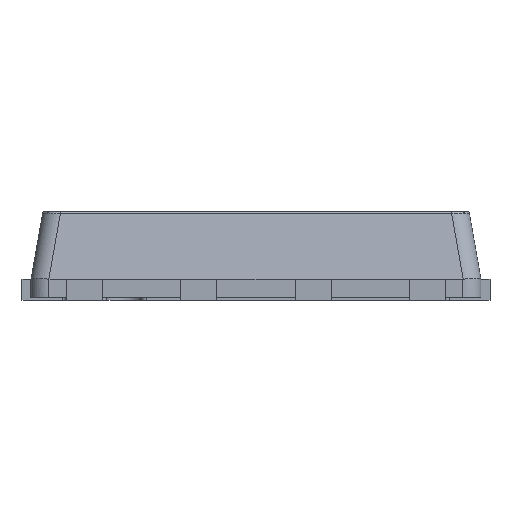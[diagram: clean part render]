
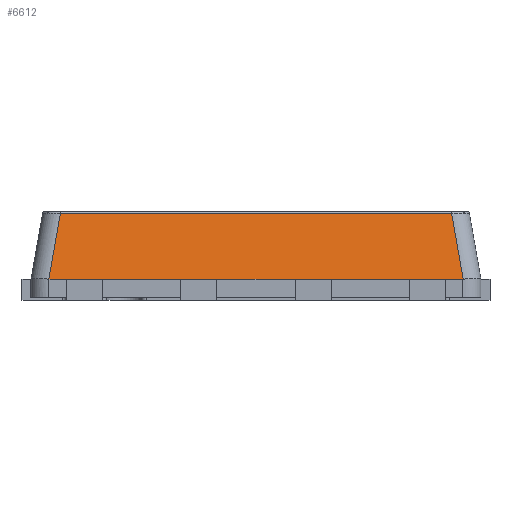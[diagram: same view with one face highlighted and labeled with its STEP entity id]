
A CAD part, front view. The second image highlights one B-rep face of the part: STEP entity #6612.
In plain terms, the highlighted planar face has unit normal (0, -0.985, 0.174).
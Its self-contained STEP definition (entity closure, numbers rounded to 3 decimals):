
#73 = EDGE_CURVE ( 'NONE', #6839, #7414, #7150, .T. ) ;
#124 = LINE ( 'NONE', #4600, #5692 ) ;
#129 = EDGE_CURVE ( 'NONE', #9020, #846, #6252, .T. ) ;
#146 = ORIENTED_EDGE ( 'NONE', *, *, #4119, .T. ) ;
#160 = VERTEX_POINT ( 'NONE', #8847 ) ;
#580 = CARTESIAN_POINT ( 'NONE',  ( -1.705, -3., 0.2 ) ) ;
#604 = DIRECTION ( 'NONE',  ( 1., 0., 0. ) ) ;
#684 = ORIENTED_EDGE ( 'NONE', *, *, #6303, .T. ) ;
#692 = CARTESIAN_POINT ( 'NONE',  ( 2.302, -3., 0.2 ) ) ;
#781 = DIRECTION ( 'NONE',  ( 1., 0., 0. ) ) ;
#826 = EDGE_CURVE ( 'NONE', #6786, #6839, #8042, .T. ) ;
#846 = VERTEX_POINT ( 'NONE', #1458 ) ;
#983 = LINE ( 'NONE', #2520, #8512 ) ;
#1033 =( BOUNDED_CURVE ( )  B_SPLINE_CURVE ( 3, ( #6771, #2404, #7503, #3125 ),
 .UNSPECIFIED., .F., .F. ) 
 B_SPLINE_CURVE_WITH_KNOTS ( ( 4, 4 ),
 ( 6.268, 6.283 ),
 .UNSPECIFIED. ) 
 CURVE ( )  GEOMETRIC_REPRESENTATION_ITEM ( )  RATIONAL_B_SPLINE_CURVE ( ( 1., 1., 1., 1. ) ) 
 REPRESENTATION_ITEM ( '' )  );
#1036 = ORIENTED_EDGE ( 'NONE', *, *, #1242, .T. ) ;
#1072 = LINE ( 'NONE', #2295, #6876 ) ;
#1077 = CARTESIAN_POINT ( 'NONE',  ( 2.3, -3., 0.2 ) ) ;
#1242 = EDGE_CURVE ( 'NONE', #6118, #4893, #6250, .T. ) ;
#1458 = CARTESIAN_POINT ( 'NONE',  ( 2.174, -2.871, 0.933 ) ) ;
#1500 = DIRECTION ( 'NONE',  ( 1., 0., 0. ) ) ;
#1567 = CARTESIAN_POINT ( 'NONE',  ( -2.105, -3., 0.2 ) ) ;
#1915 = LINE ( 'NONE', #8468, #3143 ) ;
#2016 = LINE ( 'NONE', #3136, #3710 ) ;
#2123 = EDGE_CURVE ( 'NONE', #5500, #3420, #5559, .T. ) ;
#2295 = CARTESIAN_POINT ( 'NONE',  ( 2.5, -3., 0.2 ) ) ;
#2365 = ORIENTED_EDGE ( 'NONE', *, *, #4828, .T. ) ;
#2404 = CARTESIAN_POINT ( 'NONE',  ( -2.302, -3., 0.2 ) ) ;
#2498 = EDGE_CURVE ( 'NONE', #160, #5500, #124, .T. ) ;
#2520 = CARTESIAN_POINT ( 'NONE',  ( 2.5, -3., 0.2 ) ) ;
#2636 = ORIENTED_EDGE ( 'NONE', *, *, #8353, .T. ) ;
#2745 = CARTESIAN_POINT ( 'NONE',  ( 2.5, -3., 0.2 ) ) ;
#2909 = PLANE ( 'NONE',  #3961 ) ;
#2953 = CARTESIAN_POINT ( 'NONE',  ( -2.303, -3., 0.2 ) ) ;
#3012 = DIRECTION ( 'NONE',  ( 1., 0., 0. ) ) ;
#3029 = LINE ( 'NONE', #7847, #8419 ) ;
#3125 = CARTESIAN_POINT ( 'NONE',  ( -2.3, -3., 0.2 ) ) ;
#3136 = CARTESIAN_POINT ( 'NONE',  ( -2.171, -2.871, 0.933 ) ) ;
#3143 = VECTOR ( 'NONE', #6263, 1000. ) ;
#3270 = VECTOR ( 'NONE', #1500, 1000. ) ;
#3367 = CARTESIAN_POINT ( 'NONE',  ( 0.435, -3., 0.2 ) ) ;
#3410 =( BOUNDED_CURVE ( )  B_SPLINE_CURVE ( 3, ( #8676, #3549, #692, #5759 ),
 .UNSPECIFIED., .F., .F. ) 
 B_SPLINE_CURVE_WITH_KNOTS ( ( 4, 4 ),
 ( 0., 0.015 ),
 .UNSPECIFIED. ) 
 CURVE ( )  GEOMETRIC_REPRESENTATION_ITEM ( )  RATIONAL_B_SPLINE_CURVE ( ( 1., 1., 1., 1. ) ) 
 REPRESENTATION_ITEM ( '' )  );
#3420 = VERTEX_POINT ( 'NONE', #1077 ) ;
#3549 = CARTESIAN_POINT ( 'NONE',  ( 2.301, -3., 0.2 ) ) ;
#3651 = DIRECTION ( 'NONE',  ( 0., -0.985, 0.174 ) ) ;
#3710 = VECTOR ( 'NONE', #8977, 1000. ) ;
#3877 = CARTESIAN_POINT ( 'NONE',  ( -0.835, -3., 0.2 ) ) ;
#3961 = AXIS2_PLACEMENT_3D ( 'NONE', #5077, #3651, #8747 ) ;
#3988 = DIRECTION ( 'NONE',  ( 1., 0., 0. ) ) ;
#4045 = DIRECTION ( 'NONE',  ( -0.171, -0.171, -0.97 ) ) ;
#4119 = EDGE_CURVE ( 'NONE', #7781, #5261, #983, .T. ) ;
#4600 = CARTESIAN_POINT ( 'NONE',  ( 2.5, -3., 0.2 ) ) ;
#4615 = CARTESIAN_POINT ( 'NONE',  ( 0.835, -3., 0.2 ) ) ;
#4777 = VERTEX_POINT ( 'NONE', #6539 ) ;
#4828 = EDGE_CURVE ( 'NONE', #4777, #7781, #8441, .T. ) ;
#4893 = VERTEX_POINT ( 'NONE', #2953 ) ;
#4957 = ORIENTED_EDGE ( 'NONE', *, *, #6775, .T. ) ;
#4976 = CARTESIAN_POINT ( 'NONE',  ( 2.105, -3., 0.2 ) ) ;
#5077 = CARTESIAN_POINT ( 'NONE',  ( -2.5, -3., 0.2 ) ) ;
#5261 = VERTEX_POINT ( 'NONE', #580 ) ;
#5352 = ORIENTED_EDGE ( 'NONE', *, *, #2498, .T. ) ;
#5353 = ORIENTED_EDGE ( 'NONE', *, *, #2123, .T. ) ;
#5438 = CARTESIAN_POINT ( 'NONE',  ( -0.435, -3., 0.2 ) ) ;
#5451 = EDGE_CURVE ( 'NONE', #5261, #6786, #3029, .T. ) ;
#5492 = ORIENTED_EDGE ( 'NONE', *, *, #5451, .T. ) ;
#5500 = VERTEX_POINT ( 'NONE', #4976 ) ;
#5559 = LINE ( 'NONE', #2745, #9216 ) ;
#5692 = VECTOR ( 'NONE', #7505, 1000. ) ;
#5747 = CARTESIAN_POINT ( 'NONE',  ( 2.5, -3., 0.2 ) ) ;
#5759 = CARTESIAN_POINT ( 'NONE',  ( 2.303, -3., 0.2 ) ) ;
#6110 = VECTOR ( 'NONE', #7952, 1000. ) ;
#6118 = VERTEX_POINT ( 'NONE', #7541 ) ;
#6250 = LINE ( 'NONE', #7683, #7948 ) ;
#6252 = LINE ( 'NONE', #8116, #8188 ) ;
#6263 = DIRECTION ( 'NONE',  ( 1., 0., 0. ) ) ;
#6303 = EDGE_CURVE ( 'NONE', #7414, #9238, #1915, .T. ) ;
#6492 = VECTOR ( 'NONE', #781, 1000. ) ;
#6539 = CARTESIAN_POINT ( 'NONE',  ( -2.3, -3., 0.2 ) ) ;
#6568 = CARTESIAN_POINT ( 'NONE',  ( 2.5, -3., 0.2 ) ) ;
#6612 = ADVANCED_FACE ( 'NONE', ( #8720 ), #2909, .T. ) ;
#6771 = CARTESIAN_POINT ( 'NONE',  ( -2.303, -3., 0.2 ) ) ;
#6775 = EDGE_CURVE ( 'NONE', #846, #6118, #2016, .T. ) ;
#6786 = VERTEX_POINT ( 'NONE', #3877 ) ;
#6839 = VERTEX_POINT ( 'NONE', #5438 ) ;
#6876 = VECTOR ( 'NONE', #3012, 1000. ) ;
#7150 = LINE ( 'NONE', #7327, #3270 ) ;
#7327 = CARTESIAN_POINT ( 'NONE',  ( 2.5, -3., 0.2 ) ) ;
#7414 = VERTEX_POINT ( 'NONE', #3367 ) ;
#7437 = ORIENTED_EDGE ( 'NONE', *, *, #826, .T. ) ;
#7503 = CARTESIAN_POINT ( 'NONE',  ( -2.301, -3., 0.2 ) ) ;
#7505 = DIRECTION ( 'NONE',  ( 1., 0., 0. ) ) ;
#7541 = CARTESIAN_POINT ( 'NONE',  ( -2.174, -2.871, 0.933 ) ) ;
#7564 = ORIENTED_EDGE ( 'NONE', *, *, #8194, .T. ) ;
#7683 = CARTESIAN_POINT ( 'NONE',  ( -2.309, -3.006, 0.167 ) ) ;
#7781 = VERTEX_POINT ( 'NONE', #1567 ) ;
#7847 = CARTESIAN_POINT ( 'NONE',  ( 2.5, -3., 0.2 ) ) ;
#7891 = EDGE_CURVE ( 'NONE', #4893, #4777, #1033, .T. ) ;
#7948 = VECTOR ( 'NONE', #4045, 1000. ) ;
#7952 = DIRECTION ( 'NONE',  ( 1., 0., 0. ) ) ;
#8008 = ORIENTED_EDGE ( 'NONE', *, *, #129, .T. ) ;
#8042 = LINE ( 'NONE', #5747, #6110 ) ;
#8083 = DIRECTION ( 'NONE',  ( -0.171, 0.171, 0.97 ) ) ;
#8116 = CARTESIAN_POINT ( 'NONE',  ( 2.162, -2.859, 0.997 ) ) ;
#8188 = VECTOR ( 'NONE', #8083, 1000. ) ;
#8194 = EDGE_CURVE ( 'NONE', #3420, #9020, #3410, .T. ) ;
#8200 = ORIENTED_EDGE ( 'NONE', *, *, #73, .T. ) ;
#8317 = EDGE_LOOP ( 'NONE', ( #8008, #4957, #1036, #8340, #2365, #146, #5492, #7437, #8200, #684, #2636, #5352, #5353, #7564 ) ) ;
#8340 = ORIENTED_EDGE ( 'NONE', *, *, #7891, .T. ) ;
#8353 = EDGE_CURVE ( 'NONE', #9238, #160, #1072, .T. ) ;
#8419 = VECTOR ( 'NONE', #604, 1000. ) ;
#8441 = LINE ( 'NONE', #6568, #6492 ) ;
#8468 = CARTESIAN_POINT ( 'NONE',  ( 2.5, -3., 0.2 ) ) ;
#8512 = VECTOR ( 'NONE', #3988, 1000. ) ;
#8553 = DIRECTION ( 'NONE',  ( 1., 0., 0. ) ) ;
#8676 = CARTESIAN_POINT ( 'NONE',  ( 2.3, -3., 0.2 ) ) ;
#8720 = FACE_OUTER_BOUND ( 'NONE', #8317, .T. ) ;
#8747 = DIRECTION ( 'NONE',  ( 0., -0.174, -0.985 ) ) ;
#8847 = CARTESIAN_POINT ( 'NONE',  ( 1.705, -3., 0.2 ) ) ;
#8977 = DIRECTION ( 'NONE',  ( -1., 0., 0. ) ) ;
#9020 = VERTEX_POINT ( 'NONE', #9423 ) ;
#9216 = VECTOR ( 'NONE', #8553, 1000. ) ;
#9238 = VERTEX_POINT ( 'NONE', #4615 ) ;
#9423 = CARTESIAN_POINT ( 'NONE',  ( 2.303, -3., 0.2 ) ) ;
